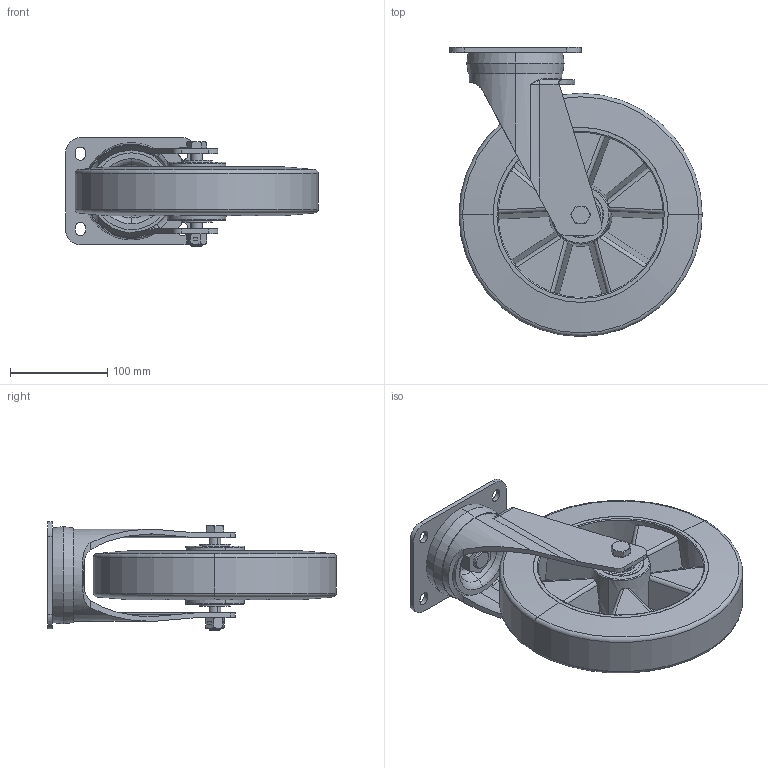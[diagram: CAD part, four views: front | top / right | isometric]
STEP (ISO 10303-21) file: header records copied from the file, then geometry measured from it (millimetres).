
FILE_DESCRIPTION (( 'STEP AP214' ), '1' );
FILE_NAME ('0023359_L-IM-EGA-250-K-3.STEP', '2017-05-30T11:04:32', ( '' ), ( '' ), 'SwSTEP 2.0', 'SolidWorks 2016', '' );
FILE_SCHEMA (( 'AUTOMOTIVE_DESIGN' ));
Length unit declared in the file: millimetre
Products named in the file (1): 0023359_L-IM-EGA-250-K-3
Bounding box: 259.5 x 297 x 111.5 mm (x, y, z)
Volume: 1906918.3 mm3; surface area: 388795.5 mm2
Topology: 14 solids, 14 shells, 415 faces, 973 edges, 602 vertices
Faces by surface type: plane 155, cylinder 152, torus 52, cone 48, bspline 8
Entity records: 14676 total; most frequent: CARTESIAN_POINT 3427, DIRECTION 2075, ORIENTED_EDGE 1938, EDGE_CURVE 969, AXIS2_PLACEMENT_3D 854, VERTEX_POINT 602, EDGE_LOOP 471, CIRCLE 446
